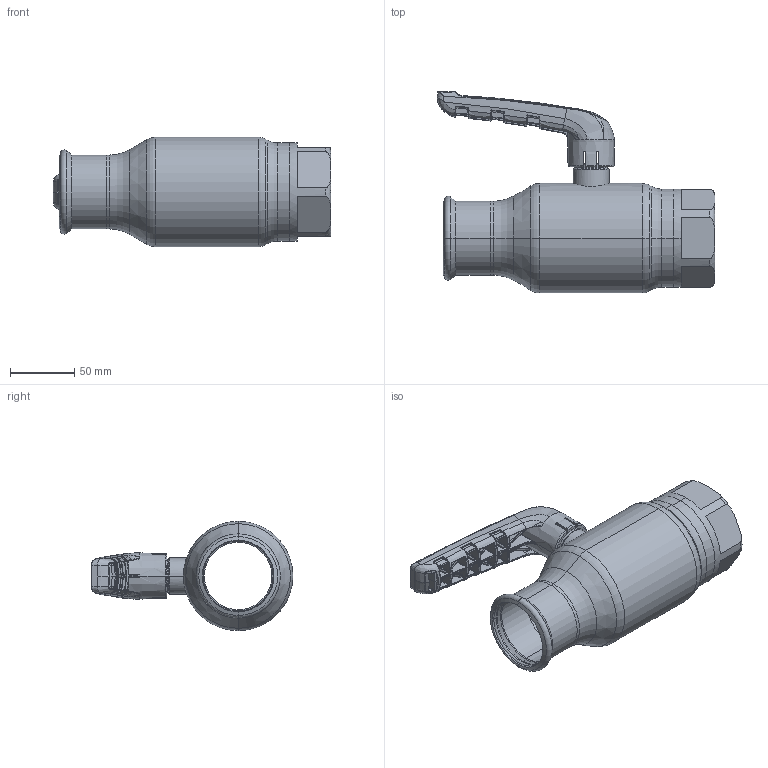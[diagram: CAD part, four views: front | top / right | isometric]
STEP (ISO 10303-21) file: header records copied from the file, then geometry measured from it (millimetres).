
FILE_DESCRIPTION (( 'STEP AP214' ), '1' );
FILE_NAME ('XPR21000 DN50 G2 x 54.step', '2018-09-25T08:53:16', ( '' ), ( '' ), 'SwSTEP 2.0', 'SolidWorks 2017', '' );
FILE_SCHEMA (( 'AUTOMOTIVE_DESIGN' ));
Length unit declared in the file: millimetre
Products named in the file (1): XPR21000 DN50 G2 x 54
Bounding box: 215.35 x 156.71 x 85 mm (x, y, z)
Surface area: 96857.4 mm2 (no closed solid volume)
Topology: 0 solids, 14 shells, 822 faces, 2642 edges, 1700 vertices
Faces by surface type: bspline 676, plane 53, cylinder 30, cone 28, torus 25, sphere 10
Entity records: 61385 total; most frequent: CARTESIAN_POINT 35544, ORIENTED_EDGE 4268, EDGE_CURVE 2626, B_SPLINE_CURVE_WITH_KNOTS 1810, DIRECTION 1755, VERTEX_POINT 1698, EDGE_LOOP 830, UNCERTAINTY_MEASURE_WITH_UNIT 824
